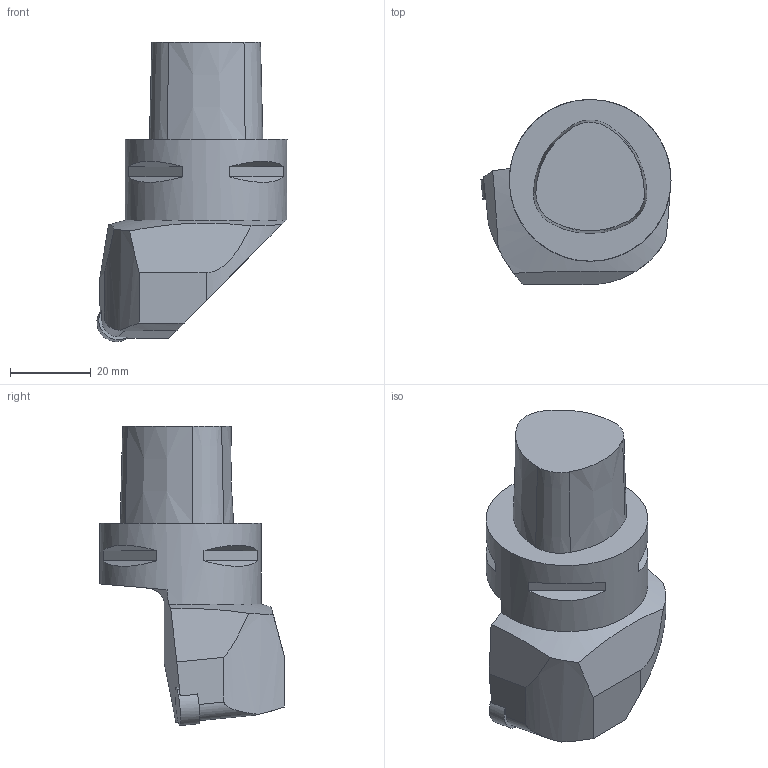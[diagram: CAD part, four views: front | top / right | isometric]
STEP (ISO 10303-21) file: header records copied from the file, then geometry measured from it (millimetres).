
FILE_DESCRIPTION(/* description */ (''),/* implementation_level */ '2;1');
FILE_NAME(/* name */ 'C4-CRSNR-27050-09.stp',/* time_stamp */ '2018-02-15T16:17:30+06:00',/* author */ (''),/* organization */ (''),/* preprocessor_version */ 'ST-DEVELOPER v16',/* originating_system */ 'SIEMENS PLM Software NX 11.0',/* authorisation */ '');
FILE_SCHEMA (('AUTOMOTIVE_DESIGN { 1 0 10303 214 3 1 1 1 }'));
Length unit declared in the file: millimetre
Products named in the file (1): C4-CRSNR-27050-09
Bounding box: 46.98 x 45.7 x 73.98 mm (x, y, z)
Volume: 58642.8 mm3; surface area: 11741.8 mm2
Topology: 3 solids, 3 shells, 43 faces, 99 edges, 66 vertices
Faces by surface type: plane 27, cylinder 8, cone 8
Full cylindrical faces by diameter (mm): 9.524 x1, 40 x1
Entity records: 1315 total; most frequent: CARTESIAN_POINT 268, DIRECTION 216, ORIENTED_EDGE 190, EDGE_CURVE 95, AXIS2_PLACEMENT_3D 86, VERTEX_POINT 64, EDGE_LOOP 49, LINE 44
